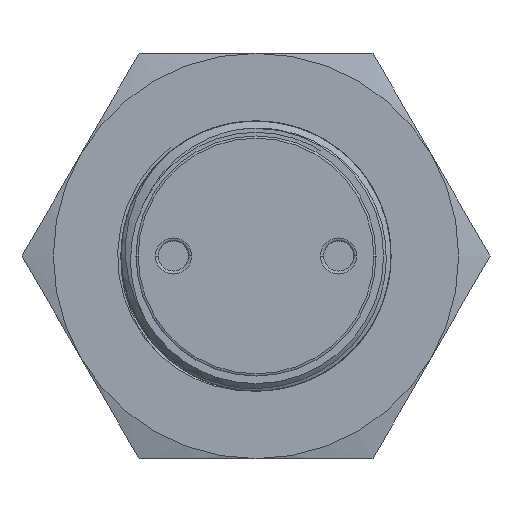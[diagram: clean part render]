
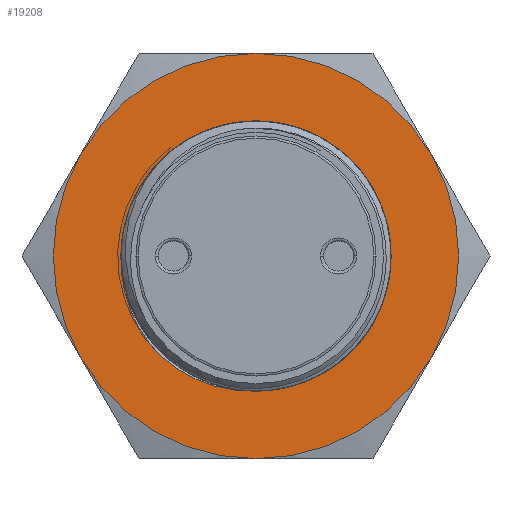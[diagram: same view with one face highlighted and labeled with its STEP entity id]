
A CAD part, front view. The second image highlights one B-rep face of the part: STEP entity #19208.
In plain terms, the highlighted planar face has unit normal (0, -1, 0).
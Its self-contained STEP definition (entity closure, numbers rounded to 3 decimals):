
#440=CARTESIAN_POINT('',(-26.757,9.955,-11.566));
#441=CARTESIAN_POINT('',(-26.651,9.955,-11.368));
#442=CARTESIAN_POINT('',(-26.424,9.955,-10.983));
#443=CARTESIAN_POINT('',(-26.17,9.955,-10.616));
#444=CARTESIAN_POINT('',(-26.036,9.955,-10.438));
#6729=CARTESIAN_POINT('',(-18.706,9.955,
-15.588));
#6730=DIRECTION('',(0.,1.,0.));
#6731=DIRECTION('',(-1.,0.,0.));
#6732=AXIS2_PLACEMENT_3D('',#6729,#6730,#6731);
#6886=CARTESIAN_POINT('',(-18.706,9.955,
-15.588));
#6887=DIRECTION('',(0.,1.,0.));
#6888=DIRECTION('',(0.866,0.,0.5));
#6889=AXIS2_PLACEMENT_3D('',#6886,#6887,#6888);
#6891=CARTESIAN_POINT('',(-18.706,9.955,
-15.588));
#6892=DIRECTION('',(0.,1.,0.));
#6893=DIRECTION('',(1.,0.,0.));
#6894=AXIS2_PLACEMENT_3D('',#6891,#6892,#6893);
#6896=CARTESIAN_POINT('',(-18.706,9.955,
-15.588));
#6897=DIRECTION('',(0.,1.,0.));
#6898=DIRECTION('',(0.866,0.,-0.5));
#6899=AXIS2_PLACEMENT_3D('',#6896,#6897,#6898);
#6901=CARTESIAN_POINT('',(-18.706,9.955,
-15.588));
#6902=DIRECTION('',(0.,1.,0.));
#6903=DIRECTION('',(0.,0.,-1.));
#6904=AXIS2_PLACEMENT_3D('',#6901,#6902,#6903);
#6906=CARTESIAN_POINT('',(-18.706,9.955,
-15.588));
#6907=DIRECTION('',(0.,1.,0.));
#6908=DIRECTION('',(-0.866,0.,-0.5));
#6909=AXIS2_PLACEMENT_3D('',#6906,#6907,#6908);
#6911=CARTESIAN_POINT('',(-18.706,9.955,
-15.588));
#6912=DIRECTION('',(0.,1.,0.));
#6913=DIRECTION('',(-1.,0.,0.));
#6914=AXIS2_PLACEMENT_3D('',#6911,#6912,#6913);
#6916=CARTESIAN_POINT('',(-18.706,9.955,
-15.588));
#6917=DIRECTION('',(0.,1.,0.));
#6918=DIRECTION('',(-0.866,0.,0.5));
#6919=AXIS2_PLACEMENT_3D('',#6916,#6917,#6918);
#6921=CARTESIAN_POINT('',(-18.706,9.955,
-15.588));
#6922=DIRECTION('',(0.,1.,0.));
#6923=DIRECTION('',(0.,0.,1.));
#6924=AXIS2_PLACEMENT_3D('',#6921,#6922,#6923);
#6926=CARTESIAN_POINT('',(-27.705,9.956,
-15.589));
#6927=CARTESIAN_POINT('',(-27.716,9.956,
-15.935));
#6928=CARTESIAN_POINT('',(-27.691,9.954,
-16.627));
#6929=CARTESIAN_POINT('',(-27.542,9.955,
-17.67));
#6930=CARTESIAN_POINT('',(-27.273,9.955,
-18.681));
#6931=CARTESIAN_POINT('',(-26.892,9.955,
-19.655));
#6932=CARTESIAN_POINT('',(-26.4,9.955,
-20.584));
#6933=CARTESIAN_POINT('',(-25.803,9.955,
-21.45));
#6934=CARTESIAN_POINT('',(-25.34,9.955,
-21.981));
#6935=CARTESIAN_POINT('',(-25.091,9.955,
-22.234));
#6937=CARTESIAN_POINT('',(-25.091,9.955,
-22.234));
#6938=CARTESIAN_POINT('',(-24.783,9.955,
-22.514));
#6939=CARTESIAN_POINT('',(-24.137,9.955,
-23.023));
#6940=CARTESIAN_POINT('',(-23.078,9.955,
-23.649));
#6941=CARTESIAN_POINT('',(-21.959,9.955,
-24.122));
#6942=CARTESIAN_POINT('',(-20.798,9.955,
-24.44));
#6943=CARTESIAN_POINT('',(-19.614,9.955,
-24.603));
#6944=CARTESIAN_POINT('',(-18.392,9.955,
-24.606));
#6945=CARTESIAN_POINT('',(-17.588,9.955,
-24.499));
#6946=CARTESIAN_POINT('',(-17.186,9.955,
-24.417));
#6948=CARTESIAN_POINT('',(-18.706,9.955,
-15.588));
#6949=DIRECTION('',(0.,-1.,0.));
#6950=DIRECTION('',(0.17,0.,-0.985));
#6951=AXIS2_PLACEMENT_3D('',#6948,#6949,#6950);
#6953=CARTESIAN_POINT('',(-18.706,9.955,
-15.588));
#6954=DIRECTION('',(0.,-1.,0.));
#6955=DIRECTION('',(0.,0.,1.));
#6956=AXIS2_PLACEMENT_3D('',#6953,#6954,#6955);
#10451=CARTESIAN_POINT('',(-5.206,9.955,
-15.588));
#10452=CARTESIAN_POINT('',(-7.015,9.955,
-22.338));
#10453=VERTEX_POINT('',#10451);
#10454=VERTEX_POINT('',#10452);
#10455=CARTESIAN_POINT('',(-7.015,9.955,
-8.838));
#10456=VERTEX_POINT('',#10455);
#10457=CARTESIAN_POINT('',(-18.706,9.955,
-29.088));
#10458=VERTEX_POINT('',#10457);
#10459=CARTESIAN_POINT('',(-30.397,9.955,
-22.338));
#10460=VERTEX_POINT('',#10459);
#10461=CARTESIAN_POINT('',(-32.206,9.955,
-15.588));
#10462=CARTESIAN_POINT('',(-30.397,9.955,
-8.838));
#10463=VERTEX_POINT('',#10461);
#10464=VERTEX_POINT('',#10462);
#10465=CARTESIAN_POINT('',(-18.706,9.955,
-2.088));
#10466=VERTEX_POINT('',#10465);
#10467=VERTEX_POINT('',#6937);
#10468=VERTEX_POINT('',#6946);
#10469=CARTESIAN_POINT('',(-18.706,9.955,
-6.63));
#10470=VERTEX_POINT('',#10469);
#10511=CARTESIAN_POINT('',(-27.706,9.955,
-15.589));
#10512=CARTESIAN_POINT('',(-26.757,9.955,
-11.566));
#10513=VERTEX_POINT('',#10511);
#10514=VERTEX_POINT('',#10512);
#10529=VERTEX_POINT('',#444);
#19176=CARTESIAN_POINT('',(-18.706,9.955,
-15.588));
#19177=DIRECTION('',(0.,1.,0.));
#19178=DIRECTION('',(1.,0.,0.));
#19179=AXIS2_PLACEMENT_3D('',#19176,#19177,#19178);
#19180=PLANE('',#19179);
#19182=ORIENTED_EDGE('',*,*,#19181,.T.);
#19184=ORIENTED_EDGE('',*,*,#19183,.T.);
#19186=ORIENTED_EDGE('',*,*,#19185,.T.);
#19188=ORIENTED_EDGE('',*,*,#19187,.T.);
#19190=ORIENTED_EDGE('',*,*,#19189,.T.);
#19192=ORIENTED_EDGE('',*,*,#19191,.T.);
#19194=ORIENTED_EDGE('',*,*,#19193,.T.);
#19196=ORIENTED_EDGE('',*,*,#19195,.T.);
#19197=EDGE_LOOP('',(#19182,#19184,#19186,#19188,#19190,#19192,#19194,#19196));
#19198=FACE_OUTER_BOUND('',#19197,.F.);
#19199=ORIENTED_EDGE('',*,*,#19141,.F.);
#19201=ORIENTED_EDGE('',*,*,#19200,.T.);
#19202=ORIENTED_EDGE('',*,*,#11363,.T.);
#19203=ORIENTED_EDGE('',*,*,#11392,.T.);
#19204=ORIENTED_EDGE('',*,*,#11390,.T.);
#19205=ORIENTED_EDGE('',*,*,#12244,.F.);
#19206=EDGE_LOOP('',(#19199,#19201,#19202,#19203,#19204,#19205));
#19207=FACE_BOUND('',#19206,.F.);
#19208=ADVANCED_FACE('',(#19198,#19207),#19180,.F.);
#445=B_SPLINE_CURVE_WITH_KNOTS('',3,(#440,#441,#442,#443,#444),.UNSPECIFIED.,
.F.,.F.,(4,1,4),(0.,0.5,1.),.UNSPECIFIED.);
#6733=CIRCLE('',#6732,9.);
#6890=CIRCLE('',#6889,13.5);
#6895=CIRCLE('',#6894,13.5);
#6900=CIRCLE('',#6899,13.5);
#6905=CIRCLE('',#6904,13.5);
#6910=CIRCLE('',#6909,13.5);
#6915=CIRCLE('',#6914,13.5);
#6920=CIRCLE('',#6919,13.5);
#6925=CIRCLE('',#6924,13.5);
#6936=B_SPLINE_CURVE_WITH_KNOTS('',3,(#6926,#6927,#6928,#6929,#6930,#6931,#6932,
#6933,#6934,#6935),.UNSPECIFIED.,.F.,.F.,(4,1,1,1,1,1,1,4),(0.,
0.143,0.286,0.429,0.571,
0.714,0.857,1.),.UNSPECIFIED.);
#6947=B_SPLINE_CURVE_WITH_KNOTS('',3,(#6937,#6938,#6939,#6940,#6941,#6942,#6943,
#6944,#6945,#6946),.UNSPECIFIED.,.F.,.F.,(4,1,1,1,1,1,1,4),(0.,
0.143,0.286,0.429,0.571,
0.714,0.857,1.),.UNSPECIFIED.);
#6952=CIRCLE('',#6951,8.959);
#6957=CIRCLE('',#6956,8.959);
#11363=EDGE_CURVE('',#10467,#10468,#6947,.T.);
#11390=EDGE_CURVE('',#10470,#10529,#6957,.T.);
#11392=EDGE_CURVE('',#10468,#10470,#6952,.T.);
#12244=EDGE_CURVE('',#10514,#10529,#445,.T.);
#19141=EDGE_CURVE('',#10513,#10514,#6733,.T.);
#19181=EDGE_CURVE('',#10456,#10453,#6890,.T.);
#19183=EDGE_CURVE('',#10453,#10454,#6895,.T.);
#19185=EDGE_CURVE('',#10454,#10458,#6900,.T.);
#19187=EDGE_CURVE('',#10458,#10460,#6905,.T.);
#19189=EDGE_CURVE('',#10460,#10463,#6910,.T.);
#19191=EDGE_CURVE('',#10463,#10464,#6915,.T.);
#19193=EDGE_CURVE('',#10464,#10466,#6920,.T.);
#19195=EDGE_CURVE('',#10466,#10456,#6925,.T.);
#19200=EDGE_CURVE('',#10513,#10467,#6936,.T.);
